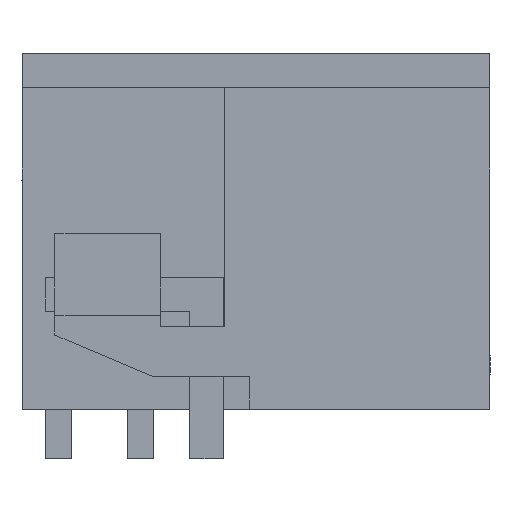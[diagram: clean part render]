
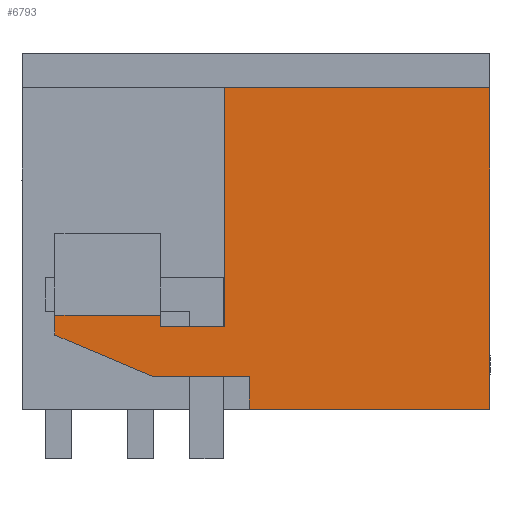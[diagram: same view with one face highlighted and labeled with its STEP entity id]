
A CAD part, left-side view. The second image highlights one B-rep face of the part: STEP entity #6793.
In plain terms, the highlighted planar face has unit normal (-1, 0, 0).
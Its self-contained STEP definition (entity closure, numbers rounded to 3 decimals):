
#6731=AXIS2_PLACEMENT_3D('Plane Axis2P3D',#6728,#6729,#6730) ;
#4222=CARTESIAN_POINT('Vertex',(0.,0.,11.25)) ;
#4225=CARTESIAN_POINT('Line Origine',(0.,0.,6.375)) ;
#4229=CARTESIAN_POINT('Vertex',(0.,0.,1.5)) ;
#6236=CARTESIAN_POINT('Line Origine',(0.,3.65,1.5)) ;
#6240=CARTESIAN_POINT('Vertex',(0.,7.3,1.5)) ;
#6381=CARTESIAN_POINT('Vertex',(0.,8.05,11.25)) ;
#6384=CARTESIAN_POINT('Line Origine',(0.,4.025,11.25)) ;
#6713=CARTESIAN_POINT('Vertex',(0.,7.3,2.497)) ;
#6716=CARTESIAN_POINT('Line Origine',(0.,7.3,1.998)) ;
#6728=CARTESIAN_POINT('Axis2P3D Location',(0.,0.,11.25)) ;
#6733=CARTESIAN_POINT('Line Origine',(0.,8.05,7.625)) ;
#6737=CARTESIAN_POINT('Vertex',(0.,8.05,4.)) ;
#6740=CARTESIAN_POINT('Line Origine',(0.,9.025,4.)) ;
#6744=CARTESIAN_POINT('Vertex',(0.,10.,4.)) ;
#6747=CARTESIAN_POINT('Line Origine',(0.,10.,4.175)) ;
#6751=CARTESIAN_POINT('Vertex',(0.,10.,4.35)) ;
#6754=CARTESIAN_POINT('Line Origine',(0.,11.6,4.35)) ;
#6758=CARTESIAN_POINT('Vertex',(0.,13.2,4.35)) ;
#6761=CARTESIAN_POINT('Line Origine',(0.,13.2,4.05)) ;
#6765=CARTESIAN_POINT('Vertex',(0.,13.2,3.75)) ;
#6768=CARTESIAN_POINT('Line Origine',(0.,11.721,3.123)) ;
#6772=CARTESIAN_POINT('Vertex',(0.,10.242,2.497)) ;
#6775=CARTESIAN_POINT('Line Origine',(0.,8.771,2.497)) ;
#4226=DIRECTION('Vector Direction',(0.,0.,-1.)) ;
#6237=DIRECTION('Vector Direction',(0.,1.,0.)) ;
#6385=DIRECTION('Vector Direction',(0.,1.,0.)) ;
#6717=DIRECTION('Vector Direction',(0.,0.,-1.)) ;
#6729=DIRECTION('Axis2P3D Direction',(1.,0.,0.)) ;
#6730=DIRECTION('Axis2P3D XDirection',(0.,0.,-1.)) ;
#6734=DIRECTION('Vector Direction',(0.,0.,1.)) ;
#6741=DIRECTION('Vector Direction',(0.,-1.,0.)) ;
#6748=DIRECTION('Vector Direction',(0.,0.,1.)) ;
#6755=DIRECTION('Vector Direction',(0.,1.,0.)) ;
#6762=DIRECTION('Vector Direction',(0.,0.,-1.)) ;
#6769=DIRECTION('Vector Direction',(0.,0.921,0.39)) ;
#6776=DIRECTION('Vector Direction',(0.,-1.,0.)) ;
#4227=VECTOR('Line Direction',#4226,1.) ;
#6238=VECTOR('Line Direction',#6237,1.) ;
#6386=VECTOR('Line Direction',#6385,1.) ;
#6718=VECTOR('Line Direction',#6717,1.) ;
#6735=VECTOR('Line Direction',#6734,1.) ;
#6742=VECTOR('Line Direction',#6741,1.) ;
#6749=VECTOR('Line Direction',#6748,1.) ;
#6756=VECTOR('Line Direction',#6755,1.) ;
#6763=VECTOR('Line Direction',#6762,1.) ;
#6770=VECTOR('Line Direction',#6769,1.) ;
#6777=VECTOR('Line Direction',#6776,1.) ;
#6781=ORIENTED_EDGE('',*,*,#6739,.F.) ;
#6782=ORIENTED_EDGE('',*,*,#6746,.F.) ;
#6783=ORIENTED_EDGE('',*,*,#6753,.F.) ;
#6784=ORIENTED_EDGE('',*,*,#6760,.F.) ;
#6785=ORIENTED_EDGE('',*,*,#6767,.F.) ;
#6786=ORIENTED_EDGE('',*,*,#6774,.F.) ;
#6787=ORIENTED_EDGE('',*,*,#6779,.F.) ;
#6788=ORIENTED_EDGE('',*,*,#6720,.F.) ;
#6789=ORIENTED_EDGE('',*,*,#6242,.F.) ;
#6790=ORIENTED_EDGE('',*,*,#4231,.F.) ;
#6791=ORIENTED_EDGE('',*,*,#6388,.T.) ;
#6793=ADVANCED_FACE('HOUSING',(#6792),#6732,.F.) ;
#4231=EDGE_CURVE('',#4223,#4230,#4228,.T.) ;
#6242=EDGE_CURVE('',#4230,#6241,#6239,.T.) ;
#6388=EDGE_CURVE('',#4223,#6382,#6387,.T.) ;
#6720=EDGE_CURVE('',#6241,#6714,#6719,.F.) ;
#6739=EDGE_CURVE('',#6738,#6382,#6736,.T.) ;
#6746=EDGE_CURVE('',#6745,#6738,#6743,.T.) ;
#6753=EDGE_CURVE('',#6752,#6745,#6750,.F.) ;
#6760=EDGE_CURVE('',#6759,#6752,#6757,.F.) ;
#6767=EDGE_CURVE('',#6766,#6759,#6764,.F.) ;
#6774=EDGE_CURVE('',#6773,#6766,#6771,.T.) ;
#6779=EDGE_CURVE('',#6714,#6773,#6778,.F.) ;
#6780=EDGE_LOOP('',(#6781,#6782,#6783,#6784,#6785,#6786,#6787,#6788,#6789,#6790,#6791)) ;
#6792=FACE_OUTER_BOUND('',#6780,.T.) ;
#4228=LINE('Line',#4225,#4227) ;
#6239=LINE('Line',#6236,#6238) ;
#6387=LINE('Line',#6384,#6386) ;
#6719=LINE('Line',#6716,#6718) ;
#6736=LINE('Line',#6733,#6735) ;
#6743=LINE('Line',#6740,#6742) ;
#6750=LINE('Line',#6747,#6749) ;
#6757=LINE('Line',#6754,#6756) ;
#6764=LINE('Line',#6761,#6763) ;
#6771=LINE('Line',#6768,#6770) ;
#6778=LINE('Line',#6775,#6777) ;
#6732=PLANE('',#6731) ;
#4223=VERTEX_POINT('',#4222) ;
#4230=VERTEX_POINT('',#4229) ;
#6241=VERTEX_POINT('',#6240) ;
#6382=VERTEX_POINT('',#6381) ;
#6714=VERTEX_POINT('',#6713) ;
#6738=VERTEX_POINT('',#6737) ;
#6745=VERTEX_POINT('',#6744) ;
#6752=VERTEX_POINT('',#6751) ;
#6759=VERTEX_POINT('',#6758) ;
#6766=VERTEX_POINT('',#6765) ;
#6773=VERTEX_POINT('',#6772) ;
